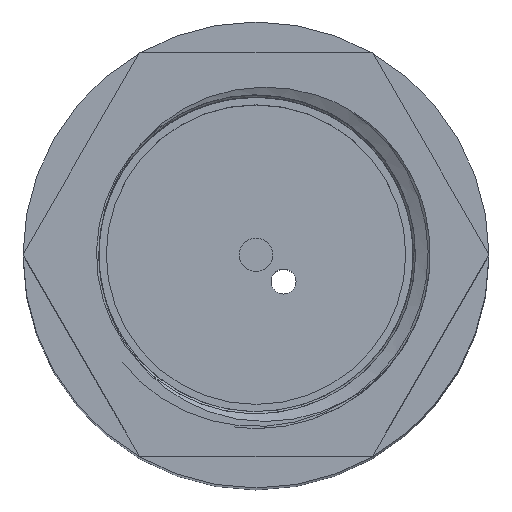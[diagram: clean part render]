
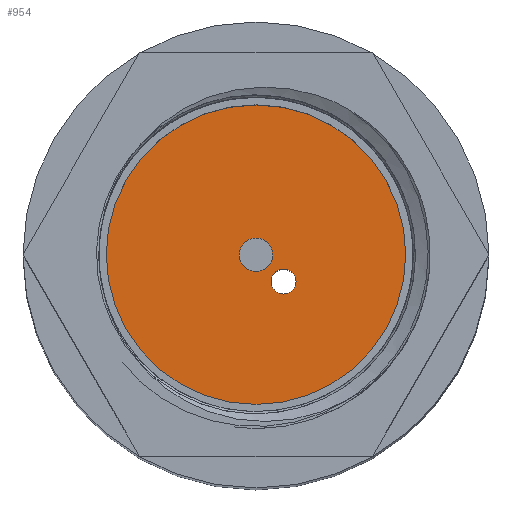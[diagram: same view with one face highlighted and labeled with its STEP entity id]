
A CAD part, top view. The second image highlights one B-rep face of the part: STEP entity #954.
In plain terms, the highlighted planar face has unit normal (0, 0, 1).
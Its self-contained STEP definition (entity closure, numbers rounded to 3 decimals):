
#31=FACE_BOUND('',#170,.T.);
#32=FACE_BOUND('',#171,.T.);
#48=PLANE('',#1053);
#102=FACE_OUTER_BOUND('',#169,.T.);
#169=EDGE_LOOP('',(#792));
#170=EDGE_LOOP('',(#793));
#171=EDGE_LOOP('',(#794));
#197=CIRCLE('',#1010,1.);
#198=CIRCLE('',#1013,0.75);
#217=CIRCLE('',#1054,9.);
#419=VERTEX_POINT('',#2052);
#420=VERTEX_POINT('',#2057);
#442=VERTEX_POINT('',#3918);
#520=EDGE_CURVE('',#419,#419,#197,.T.);
#521=EDGE_CURVE('',#420,#420,#198,.T.);
#568=EDGE_CURVE('',#442,#442,#217,.T.);
#792=ORIENTED_EDGE('',*,*,#568,.F.);
#793=ORIENTED_EDGE('',*,*,#520,.T.);
#794=ORIENTED_EDGE('',*,*,#521,.T.);
#954=ADVANCED_FACE('',(#102,#31,#32),#48,.F.);
#1010=AXIS2_PLACEMENT_3D('',#2054,#1137,#1138);
#1013=AXIS2_PLACEMENT_3D('',#2058,#1143,#1144);
#1053=AXIS2_PLACEMENT_3D('',#3917,#1234,#1235);
#1054=AXIS2_PLACEMENT_3D('',#3919,#1236,#1237);
#1137=DIRECTION('center_axis',(0.,0.,-1.));
#1138=DIRECTION('ref_axis',(-1.,0.,0.));
#1143=DIRECTION('center_axis',(0.,0.,-1.));
#1144=DIRECTION('ref_axis',(1.,0.,0.));
#1234=DIRECTION('center_axis',(0.,0.,-1.));
#1235=DIRECTION('ref_axis',(1.,0.,0.));
#1236=DIRECTION('center_axis',(0.,0.,-1.));
#1237=DIRECTION('ref_axis',(1.,0.,0.));
#2052=CARTESIAN_POINT('',(1.,0.,89.));
#2054=CARTESIAN_POINT('Origin',(0.,0.,89.));
#2057=CARTESIAN_POINT('',(0.907,-1.609,89.));
#2058=CARTESIAN_POINT('Origin',(1.657,-1.609,89.));
#3917=CARTESIAN_POINT('Origin',(0.,0.,89.));
#3918=CARTESIAN_POINT('',(-9.,0.,89.));
#3919=CARTESIAN_POINT('Origin',(0.,0.,89.));
